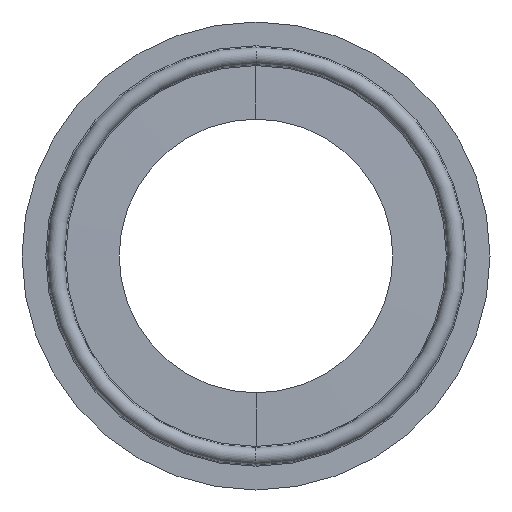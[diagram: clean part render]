
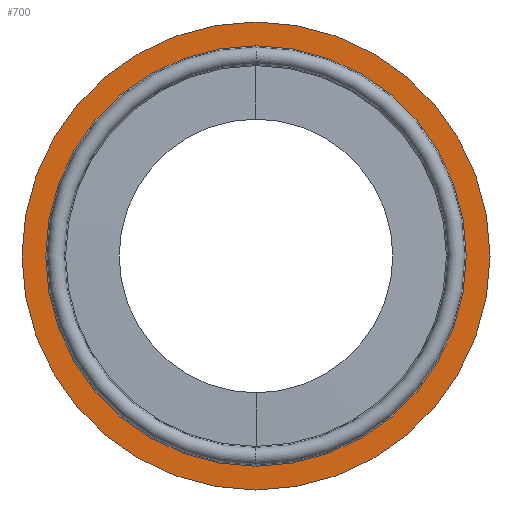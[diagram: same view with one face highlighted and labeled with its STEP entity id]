
A CAD part, left-side view. The second image highlights one B-rep face of the part: STEP entity #700.
In plain terms, the highlighted planar face has unit normal (-1, 0, 0).
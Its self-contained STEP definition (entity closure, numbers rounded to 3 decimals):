
#44 = DIRECTION ( 'NONE',  ( 1., 0., 0. ) ) ;
#55 = EDGE_CURVE ( 'NONE', #467, #763, #859, .T. ) ;
#64 = PLANE ( 'NONE',  #708 ) ;
#82 = CARTESIAN_POINT ( 'NONE',  ( -0.9, 0., -29.65 ) ) ;
#105 = AXIS2_PLACEMENT_3D ( 'NONE', #352, #703, #553 ) ;
#200 = CIRCLE ( 'NONE', #436, 33. ) ;
#205 = FACE_BOUND ( 'NONE', #299, .T. ) ;
#235 = CARTESIAN_POINT ( 'NONE',  ( -0.9, 0., 0. ) ) ;
#259 = CIRCLE ( 'NONE', #658, 29.65 ) ;
#299 = EDGE_LOOP ( 'NONE', ( #886, #414 ) ) ;
#334 = CIRCLE ( 'NONE', #481, 29.65 ) ;
#344 = CARTESIAN_POINT ( 'NONE',  ( -0.9, 29.45, 0. ) ) ;
#352 = CARTESIAN_POINT ( 'NONE',  ( -0.9, 0., 0. ) ) ;
#378 = DIRECTION ( 'NONE',  ( 0., 0., -1. ) ) ;
#385 = CARTESIAN_POINT ( 'NONE',  ( -0.9, 0., -33. ) ) ;
#395 = VERTEX_POINT ( 'NONE', #82 ) ;
#397 = CARTESIAN_POINT ( 'NONE',  ( -0.9, 0., 0. ) ) ;
#414 = ORIENTED_EDGE ( 'NONE', *, *, #898, .T. ) ;
#427 = EDGE_LOOP ( 'NONE', ( #761, #711 ) ) ;
#436 = AXIS2_PLACEMENT_3D ( 'NONE', #235, #576, #787 ) ;
#437 = VERTEX_POINT ( 'NONE', #517 ) ;
#454 = EDGE_CURVE ( 'NONE', #395, #437, #334, .T. ) ;
#467 = VERTEX_POINT ( 'NONE', #385 ) ;
#481 = AXIS2_PLACEMENT_3D ( 'NONE', #397, #44, #378 ) ;
#501 = CARTESIAN_POINT ( 'NONE',  ( -0.9, 0., 33. ) ) ;
#517 = CARTESIAN_POINT ( 'NONE',  ( -0.9, 0., 29.65 ) ) ;
#543 = CARTESIAN_POINT ( 'NONE',  ( -0.9, 0., 0. ) ) ;
#547 = DIRECTION ( 'NONE',  ( 1., 0., 0. ) ) ;
#553 = DIRECTION ( 'NONE',  ( 0., 0., 1. ) ) ;
#576 = DIRECTION ( 'NONE',  ( -1., 0., 0. ) ) ;
#624 = DIRECTION ( 'NONE',  ( 1., 0., 0. ) ) ;
#658 = AXIS2_PLACEMENT_3D ( 'NONE', #543, #547, #827 ) ;
#690 = FACE_OUTER_BOUND ( 'NONE', #427, .T. ) ;
#700 = ADVANCED_FACE ( 'NONE', ( #205, #690 ), #64, .F. ) ;
#703 = DIRECTION ( 'NONE',  ( -1., 0., 0. ) ) ;
#708 = AXIS2_PLACEMENT_3D ( 'NONE', #344, #624, #902 ) ;
#711 = ORIENTED_EDGE ( 'NONE', *, *, #55, .T. ) ;
#761 = ORIENTED_EDGE ( 'NONE', *, *, #835, .T. ) ;
#763 = VERTEX_POINT ( 'NONE', #501 ) ;
#787 = DIRECTION ( 'NONE',  ( 0., 0., 1. ) ) ;
#827 = DIRECTION ( 'NONE',  ( 0., 0., -1. ) ) ;
#835 = EDGE_CURVE ( 'NONE', #763, #467, #200, .T. ) ;
#859 = CIRCLE ( 'NONE', #105, 33. ) ;
#886 = ORIENTED_EDGE ( 'NONE', *, *, #454, .T. ) ;
#898 = EDGE_CURVE ( 'NONE', #437, #395, #259, .T. ) ;
#902 = DIRECTION ( 'NONE',  ( 0., 0., -1. ) ) ;
